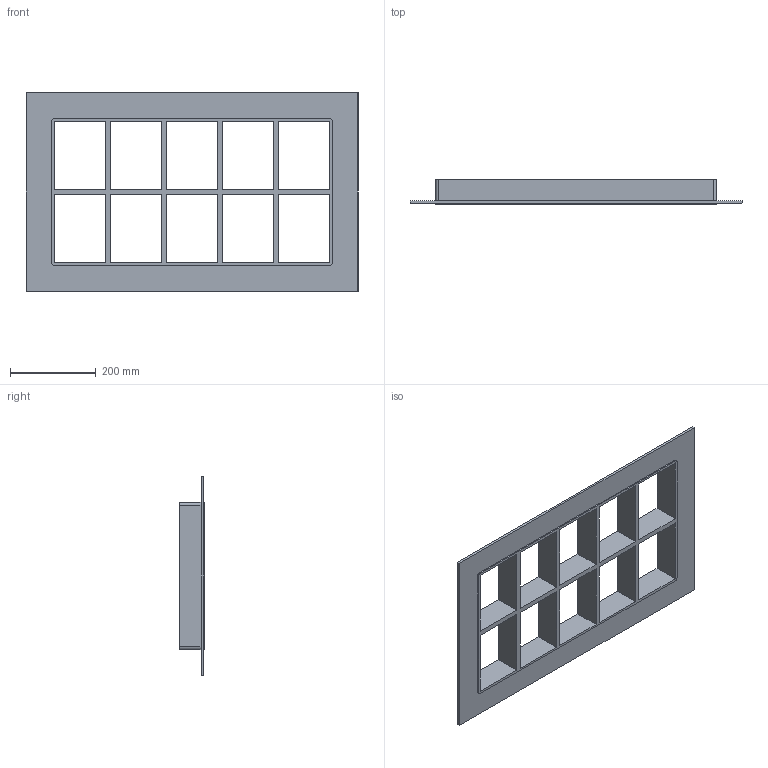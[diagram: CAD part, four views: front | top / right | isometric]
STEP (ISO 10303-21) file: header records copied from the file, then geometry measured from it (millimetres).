
FILE_DESCRIPTION((''),'2;1');
FILE_NAME('G4+4X5.stp','2013-06-28T12:54:54',(''),(''),'Autodesk Inventor 2013','Autodesk Inventor 2013','');
FILE_SCHEMA(('AUTOMOTIVE_DESIGN { 1 0 10303 214 1 1 1 1 }'));
Length unit declared in the file: millimetre
Products named in the file (1): roxtec S_SF_G
Bounding box: 774.5 x 60 x 463 mm (x, y, z)
Volume: 2740691.3 mm3; surface area: 790815.8 mm2
Topology: 1 solids, 1 shells, 64 faces, 180 edges, 120 vertices
Faces by surface type: plane 56, cylinder 8
Entity records: 2106 total; most frequent: CARTESIAN_POINT 365, ORIENTED_EDGE 360, DIRECTION 326, EDGE_CURVE 180, VECTOR 164, LINE 164, VERTEX_POINT 120, EDGE_LOOP 86
